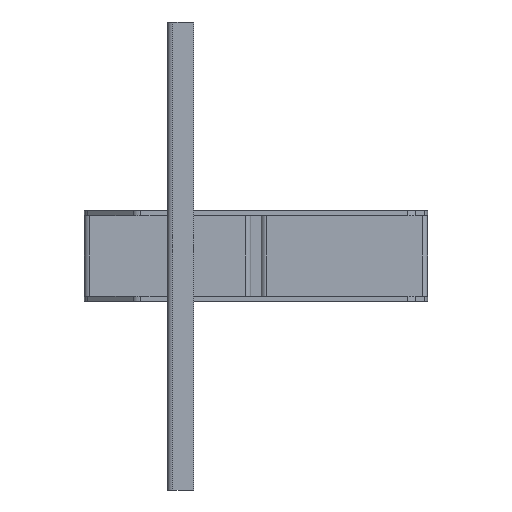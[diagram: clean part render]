
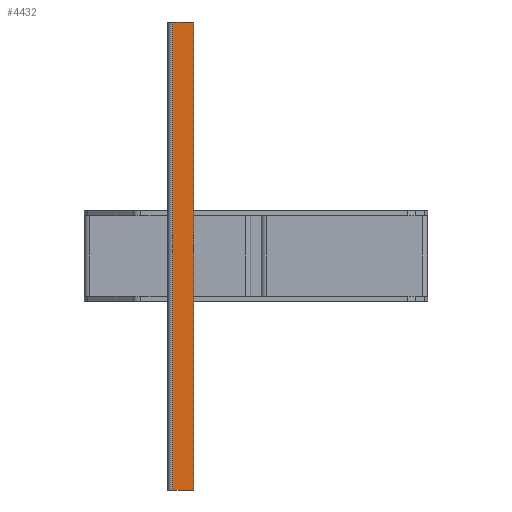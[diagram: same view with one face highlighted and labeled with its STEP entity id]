
A CAD part, front view. The second image highlights one B-rep face of the part: STEP entity #4432.
In plain terms, the highlighted planar face has unit normal (0, -1, 0).
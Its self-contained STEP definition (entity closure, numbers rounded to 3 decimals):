
#100 = ORIENTED_EDGE ( 'NONE', *, *, #870, .T. ) ;
#356 = ORIENTED_EDGE ( 'NONE', *, *, #3398, .T. ) ;
#556 = PLANE ( 'NONE',  #3446 ) ;
#584 = DIRECTION ( 'NONE',  ( 0., 1., 0. ) ) ;
#676 = VERTEX_POINT ( 'NONE', #1955 ) ;
#870 = EDGE_CURVE ( 'NONE', #2576, #1906, #2201, .T. ) ;
#897 = CARTESIAN_POINT ( 'NONE',  ( 225., -52.5, -25. ) ) ;
#1175 = VECTOR ( 'NONE', #1880, 1000. ) ;
#1255 = LINE ( 'NONE', #2753, #1175 ) ;
#1392 = LINE ( 'NONE', #4045, #2135 ) ;
#1672 = EDGE_CURVE ( 'NONE', #1906, #4888, #4657, .T. ) ;
#1820 = CARTESIAN_POINT ( 'NONE',  ( 225., -52.5, -25. ) ) ;
#1841 = EDGE_CURVE ( 'NONE', #4888, #676, #1392, .T. ) ;
#1867 = VECTOR ( 'NONE', #3304, 1000. ) ;
#1880 = DIRECTION ( 'NONE',  ( -1., 0., 0. ) ) ;
#1906 = VERTEX_POINT ( 'NONE', #3738 ) ;
#1955 = CARTESIAN_POINT ( 'NONE',  ( 225., -52.5, -5. ) ) ;
#1977 = ORIENTED_EDGE ( 'NONE', *, *, #1841, .T. ) ;
#2019 = DIRECTION ( 'NONE',  ( 0., 0., 1. ) ) ;
#2135 = VECTOR ( 'NONE', #4415, 1000. ) ;
#2201 = LINE ( 'NONE', #4725, #1867 ) ;
#2343 = CARTESIAN_POINT ( 'NONE',  ( -225., -52.5, -5. ) ) ;
#2576 = VERTEX_POINT ( 'NONE', #2343 ) ;
#2753 = CARTESIAN_POINT ( 'NONE',  ( -225., -52.5, -5. ) ) ;
#3304 = DIRECTION ( 'NONE',  ( 0., 0., -1. ) ) ;
#3398 = EDGE_CURVE ( 'NONE', #676, #2576, #1255, .T. ) ;
#3446 = AXIS2_PLACEMENT_3D ( 'NONE', #3902, #584, #2019 ) ;
#3738 = CARTESIAN_POINT ( 'NONE',  ( -225., -52.5, -25. ) ) ;
#3884 = ORIENTED_EDGE ( 'NONE', *, *, #1672, .T. ) ;
#3902 = CARTESIAN_POINT ( 'NONE',  ( 0., -52.5, 0. ) ) ;
#3977 = FACE_OUTER_BOUND ( 'NONE', #4777, .T. ) ;
#4045 = CARTESIAN_POINT ( 'NONE',  ( 225., -52.5, -5. ) ) ;
#4415 = DIRECTION ( 'NONE',  ( 0., 0., 1. ) ) ;
#4432 = ADVANCED_FACE ( 'NONE', ( #3977 ), #556, .F. ) ;
#4586 = DIRECTION ( 'NONE',  ( 1., 0., 0. ) ) ;
#4656 = VECTOR ( 'NONE', #4586, 1000. ) ;
#4657 = LINE ( 'NONE', #897, #4656 ) ;
#4725 = CARTESIAN_POINT ( 'NONE',  ( -225., -52.5, -25. ) ) ;
#4777 = EDGE_LOOP ( 'NONE', ( #100, #3884, #1977, #356 ) ) ;
#4888 = VERTEX_POINT ( 'NONE', #1820 ) ;
